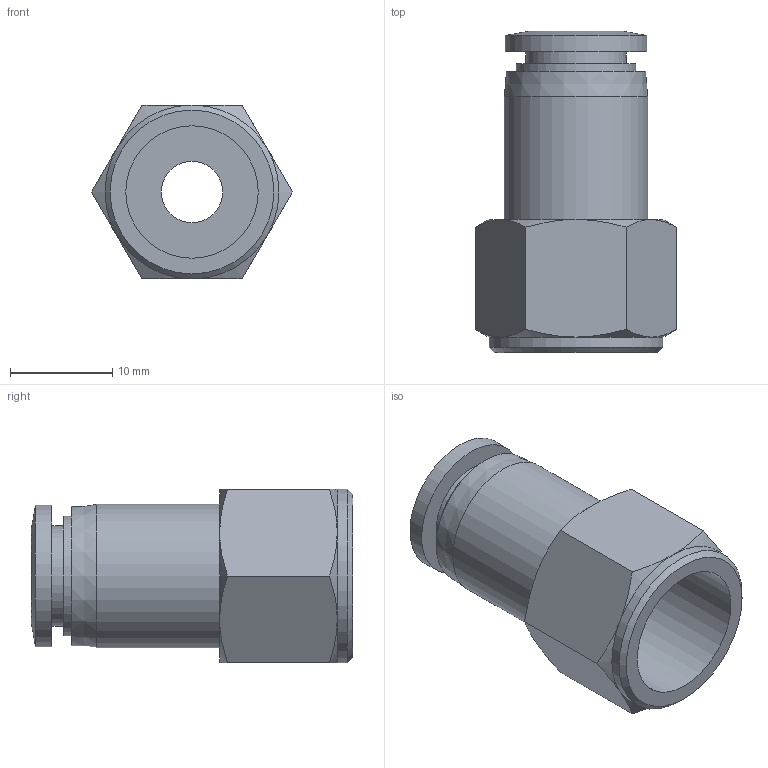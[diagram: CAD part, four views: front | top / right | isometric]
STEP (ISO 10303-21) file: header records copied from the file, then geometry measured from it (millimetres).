
FILE_DESCRIPTION((''),'2;1');
FILE_NAME('CDC Products 3D Ass''PCF08-G02.stp','2010-05-04T11:22:15',('Microsoft'),(''),'Autodesk Inventor 2008','Autodesk Inventor 2008','');
FILE_SCHEMA(('AUTOMOTIVE_DESIGN { 1 0 10303 214 1 1 1 1 }'));
Length unit declared in the file: millimetre
Products named in the file (1): PCF08-G02
Bounding box: 19.63 x 31.4 x 17 mm (x, y, z)
Volume: 3370.4 mm3; surface area: 3033.4 mm2
Topology: 1 solids, 1 shells, 38 faces, 74 edges, 44 vertices
Faces by surface type: cone 15, plane 14, cylinder 8, torus 1
Full cylindrical faces by diameter (mm): 6 x1, 8.3 x1, 9.8 x1, 11.7 x1, 12.95 x1, 13.8 x1, 14 x1, 17 x1
Entity records: 898 total; most frequent: CARTESIAN_POINT 191, DIRECTION 146, ORIENTED_EDGE 122, AXIS2_PLACEMENT_3D 70, EDGE_CURVE 61, EDGE_LOOP 58, VERTEX_POINT 43, FACE_OUTER_BOUND 38
